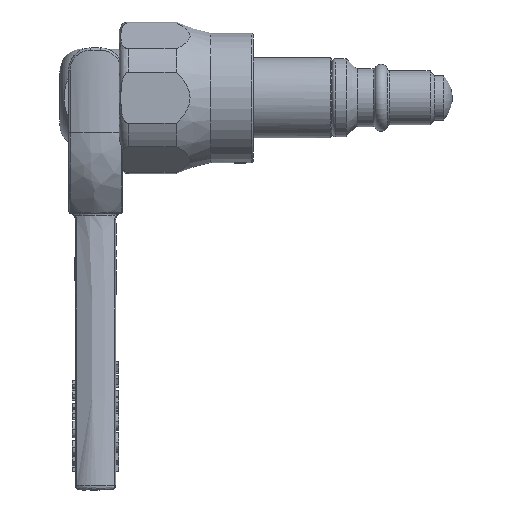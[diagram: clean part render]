
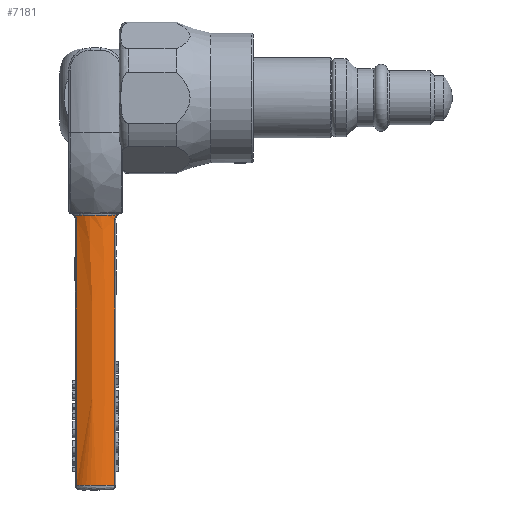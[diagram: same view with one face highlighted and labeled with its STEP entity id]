
A CAD part, left-side view. The second image highlights one B-rep face of the part: STEP entity #7181.
In plain terms, the highlighted free-form (B-spline) face has degree [3, 3] with [4, 7] control points.
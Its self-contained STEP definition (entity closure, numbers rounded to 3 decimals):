
#5912=CARTESIAN_POINT('',(-3.756,39.935,-26.336));
#5913=VERTEX_POINT('',#5912);
#5975=CARTESIAN_POINT('',(-4.008,39.658,-27.317));
#5976=VERTEX_POINT('',#5975);
#5984=CARTESIAN_POINT('',(-4.008,39.658,-27.317));
#5985=CARTESIAN_POINT('',(-4.005,39.658,-27.166));
#5986=CARTESIAN_POINT('',(-3.975,39.689,-26.914));
#5987=CARTESIAN_POINT('',(-3.879,39.798,-26.587));
#5988=CARTESIAN_POINT('',(-3.801,39.886,-26.416));
#5989=CARTESIAN_POINT('',(-3.756,39.935,-26.336));
#5990=B_SPLINE_CURVE_WITH_KNOTS('',3,(#5984,#5985,#5986,#5987,#5988,#5989),.UNSPECIFIED.,.F.,.U.,(4,1,1,4),(-0.106,-0.06,-0.03,0.0),.UNSPECIFIED.);
#5991=EDGE_CURVE('',#5976,#5913,#5990,.T.);
#6257=CARTESIAN_POINT('',(-3.756,30.765,-26.336));
#6258=VERTEX_POINT('',#6257);
#6282=CARTESIAN_POINT('',(-3.757,39.935,-26.336));
#6283=CARTESIAN_POINT('',(-3.889,39.782,-26.336));
#6284=CARTESIAN_POINT('',(-4.197,39.394,-26.336));
#6285=CARTESIAN_POINT('',(-4.622,38.723,-26.337));
#6286=CARTESIAN_POINT('',(-4.994,37.93,-26.338));
#6287=CARTESIAN_POINT('',(-5.265,37.095,-26.338));
#6288=CARTESIAN_POINT('',(-5.431,36.224,-26.338));
#6289=CARTESIAN_POINT('',(-5.504,35.06,-26.339));
#6290=CARTESIAN_POINT('',(-5.376,34.034,-26.338));
#6291=CARTESIAN_POINT('',(-5.13,33.187,-26.338));
#6292=CARTESIAN_POINT('',(-4.834,32.365,-26.337));
#6293=CARTESIAN_POINT('',(-4.38,31.536,-26.337));
#6294=CARTESIAN_POINT('',(-3.889,30.918,-26.336));
#6295=CARTESIAN_POINT('',(-3.757,30.765,-26.336));
#6296=B_SPLINE_CURVE_WITH_KNOTS('',3,(#6282,#6283,#6284,#6285,#6286,#6287,#6288,#6289,#6290,#6291,#6292,#6293,#6294,#6295),.UNSPECIFIED.,.F.,.U.,(4,1,1,1,1,1,1,1,1,1,1,4),(0.236,0.301,0.395,0.488,0.581,0.675,0.768,0.955,1.002,1.049,1.236,1.301),.UNSPECIFIED.);
#6297=EDGE_CURVE('',#5913,#6258,#6296,.T.);
#6450=CARTESIAN_POINT('',(-4.008,31.042,-27.317));
#6451=VERTEX_POINT('',#6450);
#6480=CARTESIAN_POINT('',(-3.756,30.765,-26.336));
#6481=CARTESIAN_POINT('',(-3.8,30.814,-26.415));
#6482=CARTESIAN_POINT('',(-3.879,30.902,-26.587));
#6483=CARTESIAN_POINT('',(-3.948,30.98,-26.822));
#6484=CARTESIAN_POINT('',(-3.993,31.03,-27.066));
#6485=CARTESIAN_POINT('',(-4.006,31.042,-27.216));
#6486=CARTESIAN_POINT('',(-4.008,31.042,-27.317));
#6487=B_SPLINE_CURVE_WITH_KNOTS('',3,(#6480,#6481,#6482,#6483,#6484,#6485,#6486),.UNSPECIFIED.,.F.,.U.,(4,1,1,1,4),(-0.106,-0.075,-0.045,-0.03,0.0),.UNSPECIFIED.);
#6488=EDGE_CURVE('',#6258,#6451,#6487,.T.);
#7095=CARTESIAN_POINT('',(-5.448,31.042,-86.807));
#7096=VERTEX_POINT('',#7095);
#7112=CARTESIAN_POINT('',(-4.008,31.042,-27.317));
#7113=CARTESIAN_POINT('',(-4.488,31.042,-47.147));
#7114=CARTESIAN_POINT('',(-4.968,31.042,-66.977));
#7115=CARTESIAN_POINT('',(-5.448,31.042,-86.807));
#7116=B_SPLINE_CURVE_WITH_KNOTS('',3,(#7112,#7113,#7114,#7115),.UNSPECIFIED.,.F.,.U.,(4,4),(-6.053,-0.102),.UNSPECIFIED.);
#7117=EDGE_CURVE('',#6451,#7096,#7116,.T.);
#7122=CARTESIAN_POINT('',(-5.22,30.765,-86.807));
#7123=CARTESIAN_POINT('',(-4.732,30.765,-66.65));
#7124=CARTESIAN_POINT('',(-4.244,30.765,-46.493));
#7125=CARTESIAN_POINT('',(-3.756,30.765,-26.336));
#7126=CARTESIAN_POINT('',(-5.843,31.485,-86.807));
#7127=CARTESIAN_POINT('',(-5.356,31.485,-66.65));
#7128=CARTESIAN_POINT('',(-4.868,31.485,-46.493));
#7129=CARTESIAN_POINT('',(-4.38,31.485,-26.336));
#7130=CARTESIAN_POINT('',(-6.793,33.181,-86.807));
#7131=CARTESIAN_POINT('',(-6.305,33.181,-66.65));
#7132=CARTESIAN_POINT('',(-5.817,33.181,-46.493));
#7133=CARTESIAN_POINT('',(-5.33,33.181,-26.336));
#7134=CARTESIAN_POINT('',(-7.09,36.083,-86.807));
#7135=CARTESIAN_POINT('',(-6.602,36.083,-66.65));
#7136=CARTESIAN_POINT('',(-6.115,36.083,-46.493));
#7137=CARTESIAN_POINT('',(-5.627,36.083,-26.336));
#7138=CARTESIAN_POINT('',(-6.357,38.401,-86.807));
#7139=CARTESIAN_POINT('',(-5.87,38.401,-66.65));
#7140=CARTESIAN_POINT('',(-5.382,38.401,-46.493));
#7141=CARTESIAN_POINT('',(-4.894,38.401,-26.336));
#7142=CARTESIAN_POINT('',(-5.531,39.575,-86.807));
#7143=CARTESIAN_POINT('',(-5.044,39.575,-66.65));
#7144=CARTESIAN_POINT('',(-4.556,39.575,-46.493));
#7145=CARTESIAN_POINT('',(-4.068,39.575,-26.336));
#7146=CARTESIAN_POINT('',(-5.22,39.935,-86.807));
#7147=CARTESIAN_POINT('',(-4.732,39.935,-66.65));
#7148=CARTESIAN_POINT('',(-4.244,39.935,-46.493));
#7149=CARTESIAN_POINT('',(-3.756,39.935,-26.336));
#7150=B_SPLINE_SURFACE_WITH_KNOTS('',3,3,((#7122,#7126,#7130,#7134,#7138,#7142,#7146),(#7123,#7127,#7131,#7135,#7139,#7143,#7147),(#7124,#7128,#7132,#7136,#7140,#7144,#7148),(#7125,#7129,#7133,#7137,#7141,#7145,#7149)),.UNSPECIFIED.,.F.,.F.,.U.,(4,4),(4,1,1,1,4),(0.016,0.992),(-0.011,0.281,0.573,0.865,1.011),.UNSPECIFIED.);
#7151=CARTESIAN_POINT('',(-5.448,39.658,-86.807));
#7152=VERTEX_POINT('',#7151);
#7153=CARTESIAN_POINT('',(-5.448,31.042,-86.807));
#7154=CARTESIAN_POINT('',(-5.72,31.391,-86.806));
#7155=CARTESIAN_POINT('',(-6.2,32.144,-86.805));
#7156=CARTESIAN_POINT('',(-6.606,33.167,-86.803));
#7157=CARTESIAN_POINT('',(-6.815,34.031,-86.803));
#7158=CARTESIAN_POINT('',(-6.94,34.91,-86.802));
#7159=CARTESIAN_POINT('',(-6.94,35.79,-86.802));
#7160=CARTESIAN_POINT('',(-6.815,36.669,-86.803));
#7161=CARTESIAN_POINT('',(-6.606,37.533,-86.803));
#7162=CARTESIAN_POINT('',(-6.2,38.556,-86.805));
#7163=CARTESIAN_POINT('',(-5.72,39.309,-86.806));
#7164=CARTESIAN_POINT('',(-5.448,39.658,-86.807));
#7165=B_SPLINE_CURVE_WITH_KNOTS('',3,(#7153,#7154,#7155,#7156,#7157,#7158,#7159,#7160,#7161,#7162,#7163,#7164),.UNSPECIFIED.,.F.,.U.,(4,1,1,1,1,1,1,1,1,4),(-0.855,-0.742,-0.629,-0.573,-0.516,-0.403,-0.347,-0.29,-0.177,-0.064),.UNSPECIFIED.);
#7166=EDGE_CURVE('',#7096,#7152,#7165,.T.);
#7167=ORIENTED_EDGE('',*,*,#7166,.F.);
#7168=ORIENTED_EDGE('',*,*,#7117,.F.);
#7169=ORIENTED_EDGE('',*,*,#6488,.F.);
#7170=ORIENTED_EDGE('',*,*,#6297,.F.);
#7171=ORIENTED_EDGE('',*,*,#5991,.F.);
#7172=CARTESIAN_POINT('',(-5.448,39.658,-86.807));
#7173=CARTESIAN_POINT('',(-4.968,39.658,-66.977));
#7174=CARTESIAN_POINT('',(-4.488,39.658,-47.147));
#7175=CARTESIAN_POINT('',(-4.008,39.658,-27.317));
#7176=B_SPLINE_CURVE_WITH_KNOTS('',3,(#7172,#7173,#7174,#7175),.UNSPECIFIED.,.F.,.U.,(4,4),(-5.951,0.),.UNSPECIFIED.);
#7177=EDGE_CURVE('',#7152,#5976,#7176,.T.);
#7178=ORIENTED_EDGE('',*,*,#7177,.F.);
#7179=EDGE_LOOP('',(#7167,#7168,#7169,#7170,#7171,#7178));
#7180=FACE_OUTER_BOUND('',#7179,.T.);
#7181=ADVANCED_FACE('',(#7180),#7150,.T.);
